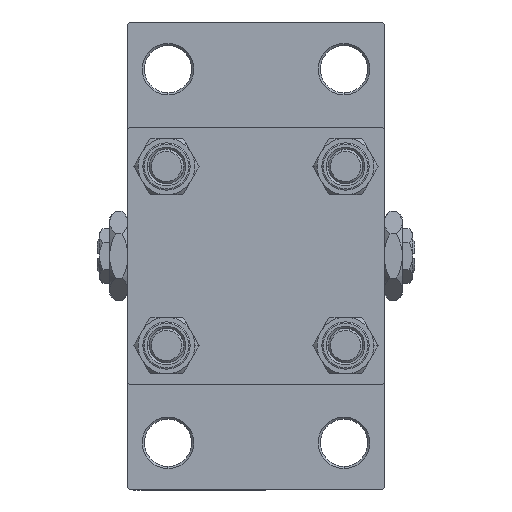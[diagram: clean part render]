
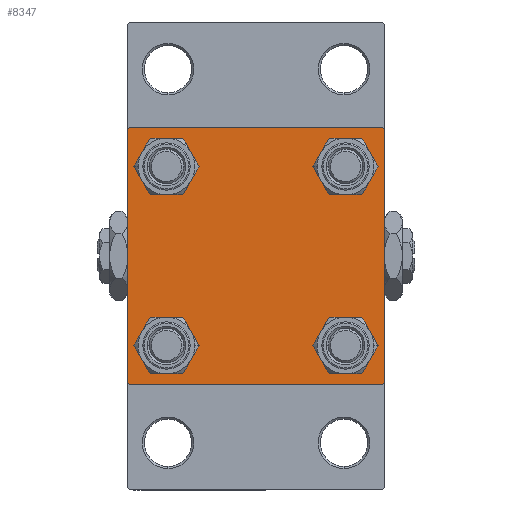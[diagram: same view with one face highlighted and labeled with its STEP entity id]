
A CAD part, left-side view. The second image highlights one B-rep face of the part: STEP entity #8347.
In plain terms, the highlighted planar face has unit normal (-1, 0, 0).
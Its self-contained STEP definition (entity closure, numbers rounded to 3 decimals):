
#43 = AXIS2_PLACEMENT_3D ( 'NONE', #26047, #14294, #49082 ) ;
#144 = EDGE_CURVE ( 'NONE', #37442, #34048, #15936, .T. ) ;
#397 = DIRECTION ( 'NONE',  ( 1., 0., 0. ) ) ;
#1499 = EDGE_LOOP ( 'NONE', ( #22086, #29797, #24526, #15503, #31050, #13532, #24041, #46121 ) ) ;
#2282 = VERTEX_POINT ( 'NONE', #16161 ) ;
#2775 = VERTEX_POINT ( 'NONE', #7494 ) ;
#3073 = CARTESIAN_POINT ( 'NONE',  ( 0., -20.85, 16.35 ) ) ;
#3197 = FACE_BOUND ( 'NONE', #23446, .T. ) ;
#3294 = EDGE_CURVE ( 'NONE', #5189, #2775, #26862, .T. ) ;
#3302 = DIRECTION ( 'NONE',  ( 0., 0., 1. ) ) ;
#3455 = CARTESIAN_POINT ( 'NONE',  ( 0., 20.85, -16.35 ) ) ;
#3626 = VERTEX_POINT ( 'NONE', #4538 ) ;
#3680 = FACE_OUTER_BOUND ( 'NONE', #1499, .T. ) ;
#4002 = DIRECTION ( 'NONE',  ( 0., -0.707, -0.707 ) ) ;
#4020 = CARTESIAN_POINT ( 'NONE',  ( 0., -20.85, 20.85 ) ) ;
#4092 = CARTESIAN_POINT ( 'NONE',  ( 0., 29.75, 29.75 ) ) ;
#4096 = CIRCLE ( 'NONE', #46462, 4.5 ) ;
#4154 = CARTESIAN_POINT ( 'NONE',  ( 0., -20.85, 20.85 ) ) ;
#4258 = ORIENTED_EDGE ( 'NONE', *, *, #25911, .T. ) ;
#4538 = CARTESIAN_POINT ( 'NONE',  ( 0., -29.5, -30. ) ) ;
#4953 = CARTESIAN_POINT ( 'NONE',  ( 0., -20.85, -16.35 ) ) ;
#5189 = VERTEX_POINT ( 'NONE', #37128 ) ;
#5578 = EDGE_CURVE ( 'NONE', #34048, #37442, #11987, .T. ) ;
#5771 = VECTOR ( 'NONE', #39339, 1000. ) ;
#6558 = ORIENTED_EDGE ( 'NONE', *, *, #5578, .T. ) ;
#6607 = VECTOR ( 'NONE', #7766, 1000. ) ;
#7032 = ORIENTED_EDGE ( 'NONE', *, *, #10170, .T. ) ;
#7070 = AXIS2_PLACEMENT_3D ( 'NONE', #32920, #21650, #13900 ) ;
#7443 = FACE_BOUND ( 'NONE', #31485, .T. ) ;
#7494 = CARTESIAN_POINT ( 'NONE',  ( 0., -29.5, 30. ) ) ;
#7632 = CIRCLE ( 'NONE', #18017, 4.5 ) ;
#7766 = DIRECTION ( 'NONE',  ( 0., 0., -1. ) ) ;
#8259 = CARTESIAN_POINT ( 'NONE',  ( 0., 29.75, -29.75 ) ) ;
#8347 = ADVANCED_FACE ( 'NONE', ( #41722, #7443, #3197, #22688, #3680 ), #41463, .T. ) ;
#9307 = ORIENTED_EDGE ( 'NONE', *, *, #46842, .T. ) ;
#9312 = CARTESIAN_POINT ( 'NONE',  ( 0., -20.85, 25.35 ) ) ;
#10170 = EDGE_CURVE ( 'NONE', #20780, #31264, #31353, .T. ) ;
#11137 = CARTESIAN_POINT ( 'NONE',  ( 0., 20.85, -25.35 ) ) ;
#11260 = CIRCLE ( 'NONE', #14447, 4.5 ) ;
#11291 = DIRECTION ( 'NONE',  ( 1., 0., 0. ) ) ;
#11476 = EDGE_LOOP ( 'NONE', ( #18109, #12765 ) ) ;
#11571 = CARTESIAN_POINT ( 'NONE',  ( 0., 30., 29.5 ) ) ;
#11987 = CIRCLE ( 'NONE', #43, 4.5 ) ;
#12227 = DIRECTION ( 'NONE',  ( 0., 0.707, 0.707 ) ) ;
#12331 = DIRECTION ( 'NONE',  ( 1., 0., 0. ) ) ;
#12706 = LINE ( 'NONE', #20481, #23128 ) ;
#12765 = ORIENTED_EDGE ( 'NONE', *, *, #13743, .T. ) ;
#13532 = ORIENTED_EDGE ( 'NONE', *, *, #33805, .T. ) ;
#13743 = EDGE_CURVE ( 'NONE', #32664, #2282, #7632, .T. ) ;
#13900 = DIRECTION ( 'NONE',  ( 0., 0., 1. ) ) ;
#14294 = DIRECTION ( 'NONE',  ( 1., 0., 0. ) ) ;
#14447 = AXIS2_PLACEMENT_3D ( 'NONE', #4020, #33807, #3302 ) ;
#14539 = AXIS2_PLACEMENT_3D ( 'NONE', #34445, #30685, #42208 ) ;
#14998 = AXIS2_PLACEMENT_3D ( 'NONE', #45576, #11291, #18570 ) ;
#15503 = ORIENTED_EDGE ( 'NONE', *, *, #44589, .T. ) ;
#15846 = DIRECTION ( 'NONE',  ( 0., 0., 1. ) ) ;
#15936 = CIRCLE ( 'NONE', #19934, 4.5 ) ;
#16161 = CARTESIAN_POINT ( 'NONE',  ( 0., 20.85, 25.35 ) ) ;
#16501 = CARTESIAN_POINT ( 'NONE',  ( 0., -29.75, -29.75 ) ) ;
#16649 = CARTESIAN_POINT ( 'NONE',  ( 0., -20.85, -25.35 ) ) ;
#17664 = VECTOR ( 'NONE', #28247, 1000. ) ;
#17987 = EDGE_CURVE ( 'NONE', #5189, #45629, #26351, .T. ) ;
#18017 = AXIS2_PLACEMENT_3D ( 'NONE', #31104, #12331, #15846 ) ;
#18109 = ORIENTED_EDGE ( 'NONE', *, *, #27457, .T. ) ;
#18549 = LINE ( 'NONE', #34284, #6607 ) ;
#18570 = DIRECTION ( 'NONE',  ( 0., 0., 1. ) ) ;
#18860 = DIRECTION ( 'NONE',  ( 0., 0.707, -0.707 ) ) ;
#19513 = LINE ( 'NONE', #8259, #27843 ) ;
#19934 = AXIS2_PLACEMENT_3D ( 'NONE', #41421, #25398, #26142 ) ;
#20481 = CARTESIAN_POINT ( 'NONE',  ( 0., -29.75, 29.75 ) ) ;
#20523 = CARTESIAN_POINT ( 'NONE',  ( 0., 20.85, 16.35 ) ) ;
#20780 = VERTEX_POINT ( 'NONE', #9312 ) ;
#21271 = VERTEX_POINT ( 'NONE', #48032 ) ;
#21533 = CARTESIAN_POINT ( 'NONE',  ( 0., 30., -30. ) ) ;
#21650 = DIRECTION ( 'NONE',  ( 1., 0., 0. ) ) ;
#22086 = ORIENTED_EDGE ( 'NONE', *, *, #40365, .T. ) ;
#22688 = FACE_BOUND ( 'NONE', #11476, .T. ) ;
#23128 = VECTOR ( 'NONE', #12227, 1000. ) ;
#23446 = EDGE_LOOP ( 'NONE', ( #6558, #35003 ) ) ;
#23573 = LINE ( 'NONE', #43092, #5771 ) ;
#23996 = VERTEX_POINT ( 'NONE', #4953 ) ;
#24041 = ORIENTED_EDGE ( 'NONE', *, *, #3294, .F. ) ;
#24526 = ORIENTED_EDGE ( 'NONE', *, *, #49156, .T. ) ;
#25398 = DIRECTION ( 'NONE',  ( 1., 0., 0. ) ) ;
#25911 = EDGE_CURVE ( 'NONE', #23996, #33079, #38970, .T. ) ;
#26047 = CARTESIAN_POINT ( 'NONE',  ( 0., 20.85, -20.85 ) ) ;
#26142 = DIRECTION ( 'NONE',  ( 0., 0., 1. ) ) ;
#26351 = LINE ( 'NONE', #4092, #27610 ) ;
#26862 = LINE ( 'NONE', #37896, #29482 ) ;
#27457 = EDGE_CURVE ( 'NONE', #2282, #32664, #28616, .T. ) ;
#27610 = VECTOR ( 'NONE', #18860, 1000. ) ;
#27834 = EDGE_CURVE ( 'NONE', #21271, #37586, #19513, .T. ) ;
#27843 = VECTOR ( 'NONE', #4002, 1000. ) ;
#28247 = DIRECTION ( 'NONE',  ( 0., -0.707, 0.707 ) ) ;
#28616 = CIRCLE ( 'NONE', #7070, 4.5 ) ;
#29217 = ORIENTED_EDGE ( 'NONE', *, *, #48667, .T. ) ;
#29482 = VECTOR ( 'NONE', #42150, 1000. ) ;
#29755 = EDGE_LOOP ( 'NONE', ( #7032, #9307 ) ) ;
#29797 = ORIENTED_EDGE ( 'NONE', *, *, #27834, .T. ) ;
#30685 = DIRECTION ( 'NONE',  ( -1., 0., 0. ) ) ;
#30911 = DIRECTION ( 'NONE',  ( 0., 0., 1. ) ) ;
#31050 = ORIENTED_EDGE ( 'NONE', *, *, #39090, .F. ) ;
#31104 = CARTESIAN_POINT ( 'NONE',  ( 0., 20.85, 20.85 ) ) ;
#31264 = VERTEX_POINT ( 'NONE', #3073 ) ;
#31353 = CIRCLE ( 'NONE', #43374, 4.5 ) ;
#31485 = EDGE_LOOP ( 'NONE', ( #4258, #29217 ) ) ;
#32664 = VERTEX_POINT ( 'NONE', #20523 ) ;
#32920 = CARTESIAN_POINT ( 'NONE',  ( 0., 20.85, 20.85 ) ) ;
#33079 = VERTEX_POINT ( 'NONE', #16649 ) ;
#33173 = CARTESIAN_POINT ( 'NONE',  ( 0., -30., 29.5 ) ) ;
#33805 = EDGE_CURVE ( 'NONE', #37489, #2775, #12706, .T. ) ;
#33807 = DIRECTION ( 'NONE',  ( 1., 0., 0. ) ) ;
#33975 = DIRECTION ( 'NONE',  ( 1., 0., 0. ) ) ;
#34048 = VERTEX_POINT ( 'NONE', #3455 ) ;
#34284 = CARTESIAN_POINT ( 'NONE',  ( 0., 30., 30. ) ) ;
#34445 = CARTESIAN_POINT ( 'NONE',  ( 0., 0., 0. ) ) ;
#35003 = ORIENTED_EDGE ( 'NONE', *, *, #144, .T. ) ;
#35309 = VECTOR ( 'NONE', #47574, 1000. ) ;
#35514 = LINE ( 'NONE', #16501, #17664 ) ;
#37128 = CARTESIAN_POINT ( 'NONE',  ( 0., 29.5, 30. ) ) ;
#37442 = VERTEX_POINT ( 'NONE', #11137 ) ;
#37489 = VERTEX_POINT ( 'NONE', #33173 ) ;
#37586 = VERTEX_POINT ( 'NONE', #45926 ) ;
#37740 = CARTESIAN_POINT ( 'NONE',  ( 0., -20.85, -20.85 ) ) ;
#37896 = CARTESIAN_POINT ( 'NONE',  ( 0., 30., 30. ) ) ;
#38970 = CIRCLE ( 'NONE', #14998, 4.5 ) ;
#39090 = EDGE_CURVE ( 'NONE', #37489, #43379, #23573, .T. ) ;
#39339 = DIRECTION ( 'NONE',  ( 0., 0., -1. ) ) ;
#40365 = EDGE_CURVE ( 'NONE', #45629, #21271, #18549, .T. ) ;
#40566 = LINE ( 'NONE', #21533, #35309 ) ;
#41421 = CARTESIAN_POINT ( 'NONE',  ( 0., 20.85, -20.85 ) ) ;
#41463 = PLANE ( 'NONE',  #14539 ) ;
#41722 = FACE_BOUND ( 'NONE', #29755, .T. ) ;
#42150 = DIRECTION ( 'NONE',  ( 0., -1., 0. ) ) ;
#42208 = DIRECTION ( 'NONE',  ( 0., 0., 1. ) ) ;
#43092 = CARTESIAN_POINT ( 'NONE',  ( 0., -30., 30. ) ) ;
#43374 = AXIS2_PLACEMENT_3D ( 'NONE', #4154, #397, #30911 ) ;
#43379 = VERTEX_POINT ( 'NONE', #46249 ) ;
#44498 = DIRECTION ( 'NONE',  ( 0., 0., 1. ) ) ;
#44589 = EDGE_CURVE ( 'NONE', #3626, #43379, #35514, .T. ) ;
#45576 = CARTESIAN_POINT ( 'NONE',  ( 0., -20.85, -20.85 ) ) ;
#45629 = VERTEX_POINT ( 'NONE', #11571 ) ;
#45926 = CARTESIAN_POINT ( 'NONE',  ( 0., 29.5, -30. ) ) ;
#46121 = ORIENTED_EDGE ( 'NONE', *, *, #17987, .T. ) ;
#46249 = CARTESIAN_POINT ( 'NONE',  ( 0., -30., -29.5 ) ) ;
#46462 = AXIS2_PLACEMENT_3D ( 'NONE', #37740, #33975, #44498 ) ;
#46842 = EDGE_CURVE ( 'NONE', #31264, #20780, #11260, .T. ) ;
#47574 = DIRECTION ( 'NONE',  ( 0., -1., 0. ) ) ;
#48032 = CARTESIAN_POINT ( 'NONE',  ( 0., 30., -29.5 ) ) ;
#48667 = EDGE_CURVE ( 'NONE', #33079, #23996, #4096, .T. ) ;
#49082 = DIRECTION ( 'NONE',  ( 0., 0., 1. ) ) ;
#49156 = EDGE_CURVE ( 'NONE', #37586, #3626, #40566, .T. ) ;
